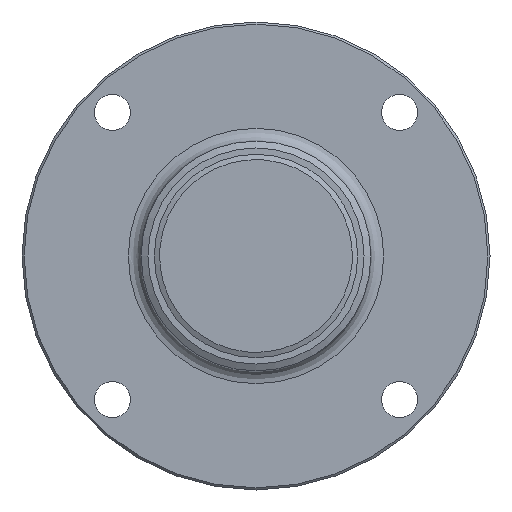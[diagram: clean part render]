
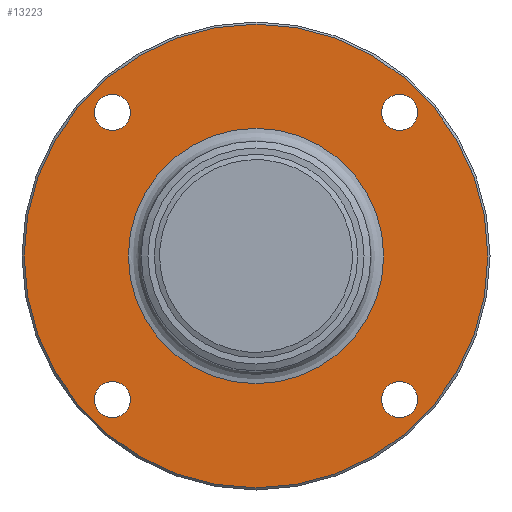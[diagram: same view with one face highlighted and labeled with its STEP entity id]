
A CAD part, left-side view. The second image highlights one B-rep face of the part: STEP entity #13223.
In plain terms, the highlighted planar face has unit normal (-1, 0, 0).
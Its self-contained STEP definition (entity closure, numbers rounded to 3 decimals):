
#12929=CARTESIAN_POINT('',(-70.0,-29.514,-33.764));
#12930=VERTEX_POINT('',#12929);
#12931=CARTESIAN_POINT('',(-70.0,-33.764,-33.764));
#12932=DIRECTION('',(1.0,0.0,0.0));
#12933=DIRECTION('',(0.0,-1.0,0.0));
#12934=AXIS2_PLACEMENT_3D('',#12931,#12932,#12933);
#12935=CIRCLE('',#12934,4.25);
#12936=EDGE_CURVE('',#12930,#12930,#12935,.T.);
#12957=CARTESIAN_POINT('',(-70.0,-33.764,29.514));
#12958=VERTEX_POINT('',#12957);
#12959=CARTESIAN_POINT('',(-70.0,-33.764,33.764));
#12960=DIRECTION('',(1.0,0.0,0.0));
#12961=DIRECTION('',(0.0,0.0,1.0));
#12962=AXIS2_PLACEMENT_3D('',#12959,#12960,#12961);
#12963=CIRCLE('',#12962,4.25);
#12964=EDGE_CURVE('',#12958,#12958,#12963,.T.);
#12985=CARTESIAN_POINT('',(-70.0,29.514,33.764));
#12986=VERTEX_POINT('',#12985);
#12987=CARTESIAN_POINT('',(-70.0,33.764,33.764));
#12988=DIRECTION('',(1.0,0.0,0.0));
#12989=DIRECTION('',(0.0,1.0,0.0));
#12990=AXIS2_PLACEMENT_3D('',#12987,#12988,#12989);
#12991=CIRCLE('',#12990,4.25);
#12992=EDGE_CURVE('',#12986,#12986,#12991,.T.);
#13013=CARTESIAN_POINT('',(-70.0,33.764,-29.514));
#13014=VERTEX_POINT('',#13013);
#13015=CARTESIAN_POINT('',(-70.0,33.764,-33.764));
#13016=DIRECTION('',(1.0,0.0,0.0));
#13017=DIRECTION('',(0.0,0.0,-1.0));
#13018=AXIS2_PLACEMENT_3D('',#13015,#13016,#13017);
#13019=CIRCLE('',#13018,4.25);
#13020=EDGE_CURVE('',#13014,#13014,#13019,.T.);
#13177=CARTESIAN_POINT('',(-70.0,30.0,0.0));
#13178=VERTEX_POINT('',#13177);
#13179=CARTESIAN_POINT('',(-70.0,0.0,0.0));
#13180=DIRECTION('',(1.0,0.0,0.0));
#13181=DIRECTION('',(0.0,1.0,0.0));
#13182=AXIS2_PLACEMENT_3D('',#13179,#13180,#13181);
#13183=CIRCLE('',#13182,30.0);
#13184=EDGE_CURVE('',#13178,#13178,#13183,.T.);
#13192=CARTESIAN_POINT('',(-70.0,42.25,0.0));
#13193=DIRECTION('',(-1.0,0.0,0.0));
#13194=DIRECTION('',(0.0,0.0,1.0));
#13195=AXIS2_PLACEMENT_3D('',#13192,#13193,#13194);
#13196=PLANE('',#13195);
#13197=CARTESIAN_POINT('',(-70.,54.5,0.0));
#13198=VERTEX_POINT('',#13197);
#13199=CARTESIAN_POINT('',(-70.,0.0,0.0));
#13200=DIRECTION('',(1.0,0.0,0.0));
#13201=DIRECTION('',(0.0,1.0,0.0));
#13202=AXIS2_PLACEMENT_3D('',#13199,#13200,#13201);
#13203=CIRCLE('',#13202,54.5);
#13204=EDGE_CURVE('',#13198,#13198,#13203,.T.);
#13205=ORIENTED_EDGE('',*,*,#13204,.F.);
#13206=EDGE_LOOP('',(#13205));
#13207=FACE_OUTER_BOUND('',#13206,.T.);
#13208=ORIENTED_EDGE('',*,*,#12936,.T.);
#13209=EDGE_LOOP('',(#13208));
#13210=FACE_BOUND('',#13209,.T.);
#13211=ORIENTED_EDGE('',*,*,#12964,.T.);
#13212=EDGE_LOOP('',(#13211));
#13213=FACE_BOUND('',#13212,.T.);
#13214=ORIENTED_EDGE('',*,*,#12992,.T.);
#13215=EDGE_LOOP('',(#13214));
#13216=FACE_BOUND('',#13215,.T.);
#13217=ORIENTED_EDGE('',*,*,#13020,.T.);
#13218=EDGE_LOOP('',(#13217));
#13219=FACE_BOUND('',#13218,.T.);
#13220=ORIENTED_EDGE('',*,*,#13184,.T.);
#13221=EDGE_LOOP('',(#13220));
#13222=FACE_BOUND('',#13221,.T.);
#13223=ADVANCED_FACE('',(#13207,#13210,#13213,#13216,#13219,#13222),#13196,.T.);
